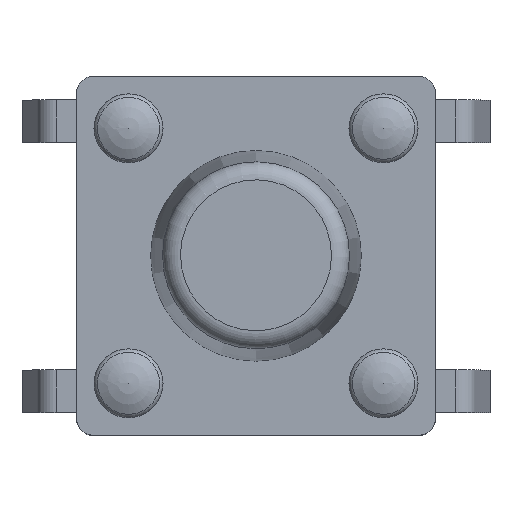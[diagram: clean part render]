
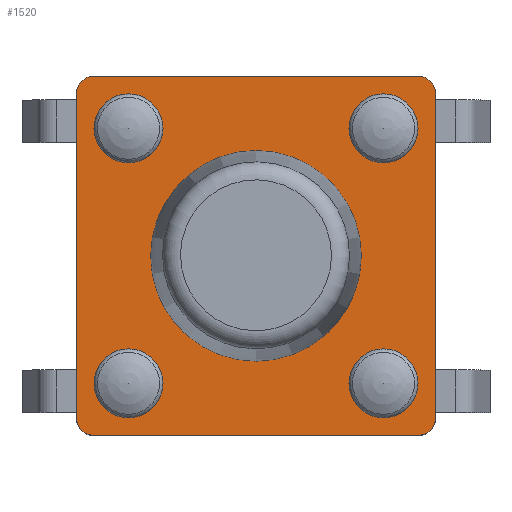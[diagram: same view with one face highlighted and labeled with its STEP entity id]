
A CAD part, top view. The second image highlights one B-rep face of the part: STEP entity #1520.
In plain terms, the highlighted planar face has unit normal (0, 0, 1).
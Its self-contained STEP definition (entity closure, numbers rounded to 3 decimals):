
#35=FACE_BOUND('',#485,.T.);
#36=FACE_BOUND('',#486,.T.);
#37=FACE_BOUND('',#487,.T.);
#38=FACE_BOUND('',#488,.T.);
#39=FACE_BOUND('',#489,.T.);
#45=LINE('',#2224,#218);
#46=LINE('',#2228,#219);
#47=LINE('',#2232,#220);
#48=LINE('',#2235,#221);
#218=VECTOR('',#1777,5.39);
#219=VECTOR('',#1780,5.39);
#220=VECTOR('',#1783,5.39);
#221=VECTOR('',#1786,5.39);
#399=FACE_OUTER_BOUND('',#484,.T.);
#484=EDGE_LOOP('',(#1017,#1018,#1019,#1020,#1021,#1022,#1023,#1024));
#485=EDGE_LOOP('',(#1025));
#486=EDGE_LOOP('',(#1026));
#487=EDGE_LOOP('',(#1027));
#488=EDGE_LOOP('',(#1028));
#489=EDGE_LOOP('',(#1029));
#579=CIRCLE('',#1623,1.755);
#580=CIRCLE('',#1625,0.3);
#581=CIRCLE('',#1626,0.3);
#582=CIRCLE('',#1627,0.3);
#583=CIRCLE('',#1628,0.3);
#584=CIRCLE('',#1629,0.575);
#585=CIRCLE('',#1630,0.575);
#586=CIRCLE('',#1631,0.575);
#587=CIRCLE('',#1632,0.575);
#631=VERTEX_POINT('',#2216);
#632=VERTEX_POINT('',#2220);
#633=VERTEX_POINT('',#2221);
#634=VERTEX_POINT('',#2223);
#635=VERTEX_POINT('',#2225);
#636=VERTEX_POINT('',#2227);
#637=VERTEX_POINT('',#2229);
#638=VERTEX_POINT('',#2231);
#639=VERTEX_POINT('',#2233);
#640=VERTEX_POINT('',#2236);
#641=VERTEX_POINT('',#2238);
#642=VERTEX_POINT('',#2240);
#643=VERTEX_POINT('',#2242);
#784=EDGE_CURVE('',#631,#631,#579,.T.);
#786=EDGE_CURVE('',#632,#633,#580,.T.);
#787=EDGE_CURVE('',#634,#633,#45,.T.);
#788=EDGE_CURVE('',#634,#635,#581,.T.);
#789=EDGE_CURVE('',#636,#635,#46,.T.);
#790=EDGE_CURVE('',#636,#637,#582,.T.);
#791=EDGE_CURVE('',#638,#637,#47,.T.);
#792=EDGE_CURVE('',#638,#639,#583,.T.);
#793=EDGE_CURVE('',#632,#639,#48,.T.);
#794=EDGE_CURVE('',#640,#640,#584,.T.);
#795=EDGE_CURVE('',#641,#641,#585,.T.);
#796=EDGE_CURVE('',#642,#642,#586,.T.);
#797=EDGE_CURVE('',#643,#643,#587,.T.);
#1017=ORIENTED_EDGE('',*,*,#786,.T.);
#1018=ORIENTED_EDGE('',*,*,#787,.F.);
#1019=ORIENTED_EDGE('',*,*,#788,.T.);
#1020=ORIENTED_EDGE('',*,*,#789,.F.);
#1021=ORIENTED_EDGE('',*,*,#790,.T.);
#1022=ORIENTED_EDGE('',*,*,#791,.F.);
#1023=ORIENTED_EDGE('',*,*,#792,.T.);
#1024=ORIENTED_EDGE('',*,*,#793,.F.);
#1025=ORIENTED_EDGE('',*,*,#784,.T.);
#1026=ORIENTED_EDGE('',*,*,#794,.F.);
#1027=ORIENTED_EDGE('',*,*,#795,.T.);
#1028=ORIENTED_EDGE('',*,*,#796,.F.);
#1029=ORIENTED_EDGE('',*,*,#797,.T.);
#1459=PLANE('',#1624);
#1520=ADVANCED_FACE('',(#399,#35,#36,#37,#38,#39),#1459,.F.);
#1623=AXIS2_PLACEMENT_3D('',#2217,#1770,#1771);
#1624=AXIS2_PLACEMENT_3D('',#2219,#1773,#1774);
#1625=AXIS2_PLACEMENT_3D('',#2222,#1775,#1776);
#1626=AXIS2_PLACEMENT_3D('',#2226,#1778,#1779);
#1627=AXIS2_PLACEMENT_3D('',#2230,#1781,#1782);
#1628=AXIS2_PLACEMENT_3D('',#2234,#1784,#1785);
#1629=AXIS2_PLACEMENT_3D('',#2237,#1787,#1788);
#1630=AXIS2_PLACEMENT_3D('',#2239,#1789,#1790);
#1631=AXIS2_PLACEMENT_3D('',#2241,#1791,#1792);
#1632=AXIS2_PLACEMENT_3D('',#2243,#1793,#1794);
#1770=DIRECTION('center_axis',(0.,0.,-1.));
#1771=DIRECTION('ref_axis',(0.,-1.,0.));
#1773=DIRECTION('center_axis',(0.,0.,-1.));
#1774=DIRECTION('ref_axis',(1.,0.,0.));
#1775=DIRECTION('center_axis',(0.,0.,1.));
#1776=DIRECTION('ref_axis',(0.,-1.,0.));
#1777=DIRECTION('',(0.,-1.,0.));
#1778=DIRECTION('center_axis',(0.,0.,1.));
#1779=DIRECTION('ref_axis',(1.,0.,0.));
#1780=DIRECTION('',(1.,0.,0.));
#1781=DIRECTION('center_axis',(0.,0.,1.));
#1782=DIRECTION('ref_axis',(0.,1.,0.));
#1783=DIRECTION('',(0.,1.,0.));
#1784=DIRECTION('center_axis',(0.,0.,1.));
#1785=DIRECTION('ref_axis',(-1.,0.,0.));
#1786=DIRECTION('',(-1.,0.,0.));
#1787=DIRECTION('center_axis',(0.,0.,1.));
#1788=DIRECTION('ref_axis',(0.,1.,0.));
#1789=DIRECTION('center_axis',(0.,0.,-1.));
#1790=DIRECTION('ref_axis',(0.,-1.,0.));
#1791=DIRECTION('center_axis',(0.,0.,1.));
#1792=DIRECTION('ref_axis',(0.,-1.,0.));
#1793=DIRECTION('center_axis',(0.,0.,-1.));
#1794=DIRECTION('ref_axis',(0.,1.,0.));
#2216=CARTESIAN_POINT('',(3.25,-0.495,3.7));
#2217=CARTESIAN_POINT('Origin',(3.25,-2.25,3.7));
#2219=CARTESIAN_POINT('Origin',(3.25,-2.25,3.7));
#2220=CARTESIAN_POINT('',(5.945,-5.245,3.7));
#2221=CARTESIAN_POINT('',(6.245,-4.945,3.7));
#2222=CARTESIAN_POINT('Origin',(5.945,-4.945,3.7));
#2223=CARTESIAN_POINT('',(6.245,0.445,3.7));
#2224=CARTESIAN_POINT('',(6.245,0.445,3.7));
#2225=CARTESIAN_POINT('',(5.945,0.745,3.7));
#2226=CARTESIAN_POINT('Origin',(5.945,0.445,3.7));
#2227=CARTESIAN_POINT('',(0.555,0.745,3.7));
#2228=CARTESIAN_POINT('',(0.555,0.745,3.7));
#2229=CARTESIAN_POINT('',(0.255,0.445,3.7));
#2230=CARTESIAN_POINT('Origin',(0.555,0.445,3.7));
#2231=CARTESIAN_POINT('',(0.255,-4.945,3.7));
#2232=CARTESIAN_POINT('',(0.255,-4.945,3.7));
#2233=CARTESIAN_POINT('',(0.555,-5.245,3.7));
#2234=CARTESIAN_POINT('Origin',(0.555,-4.945,3.7));
#2235=CARTESIAN_POINT('',(5.945,-5.245,3.7));
#2236=CARTESIAN_POINT('',(1.125,-0.7,3.7));
#2237=CARTESIAN_POINT('Origin',(1.125,-0.125,3.7));
#2238=CARTESIAN_POINT('',(1.125,-3.8,3.7));
#2239=CARTESIAN_POINT('Origin',(1.125,-4.375,3.7));
#2240=CARTESIAN_POINT('',(5.375,-3.8,3.7));
#2241=CARTESIAN_POINT('Origin',(5.375,-4.375,3.7));
#2242=CARTESIAN_POINT('',(5.375,-0.7,3.7));
#2243=CARTESIAN_POINT('Origin',(5.375,-0.125,3.7));
